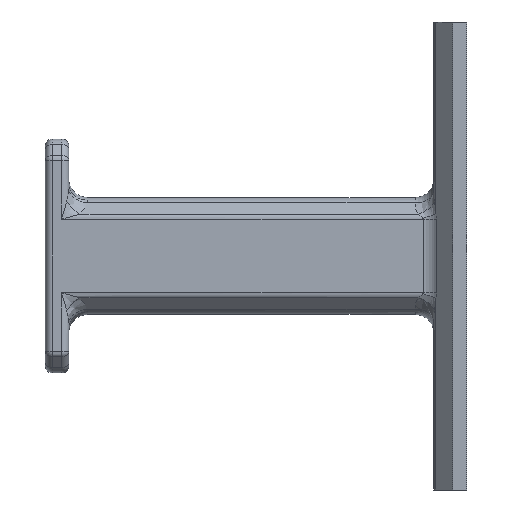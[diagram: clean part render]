
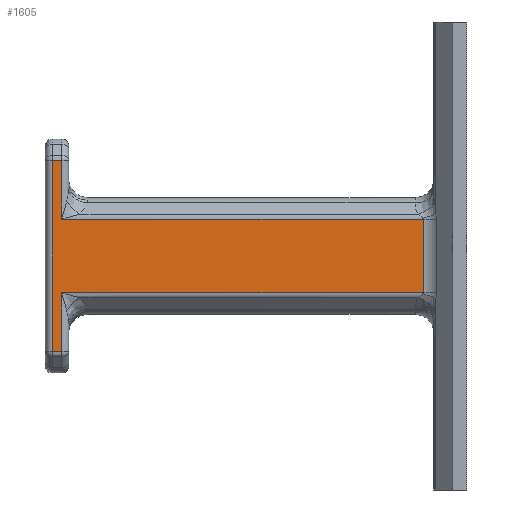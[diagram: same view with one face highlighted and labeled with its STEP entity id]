
A CAD part, front view. The second image highlights one B-rep face of the part: STEP entity #1605.
In plain terms, the highlighted planar face has unit normal (0, -1, 0).
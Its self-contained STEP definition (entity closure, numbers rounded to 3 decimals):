
#110 = ORIENTED_EDGE ( 'NONE', *, *, #4421, .T. ) ;
#212 = FACE_OUTER_BOUND ( 'NONE', #376, .T. ) ;
#313 = VERTEX_POINT ( 'NONE', #1566 ) ;
#345 = CARTESIAN_POINT ( 'NONE',  ( -86.5, 4.621, 83.671 ) ) ;
#376 = EDGE_LOOP ( 'NONE', ( #110, #4764, #4824, #3078, #3610, #1941, #1704, #3396 ) ) ;
#432 = CARTESIAN_POINT ( 'NONE',  ( 29.351, 4.621, 79.05 ) ) ;
#489 = CARTESIAN_POINT ( 'NONE',  ( -86.5, 4.621, 79.05 ) ) ;
#497 = CARTESIAN_POINT ( 'NONE',  ( -88.5, 4.621, 111.929 ) ) ;
#583 = AXIS2_PLACEMENT_3D ( 'NONE', #432, #2978, #3798 ) ;
#593 = VERTEX_POINT ( 'NONE', #5518 ) ;
#601 = DIRECTION ( 'NONE',  ( 0., 0., 1. ) ) ;
#649 = EDGE_CURVE ( 'NONE', #593, #313, #4450, .T. ) ;
#652 = VERTEX_POINT ( 'NONE', #4370 ) ;
#811 = CARTESIAN_POINT ( 'NONE',  ( -88.5, 4.621, 70.55 ) ) ;
#897 = DIRECTION ( 'NONE',  ( 0., 0., 1. ) ) ;
#963 = DIRECTION ( 'NONE',  ( 1., 0., 0. ) ) ;
#1126 = VECTOR ( 'NONE', #963, 1000. ) ;
#1153 = CARTESIAN_POINT ( 'NONE',  ( 29.351, 4.621, 83.671 ) ) ;
#1165 = EDGE_CURVE ( 'NONE', #652, #4173, #5160, .T. ) ;
#1223 = VECTOR ( 'NONE', #601, 1000. ) ;
#1352 = DIRECTION ( 'NONE',  ( 0., 0., 1. ) ) ;
#1535 = PLANE ( 'NONE',  #583 ) ;
#1566 = CARTESIAN_POINT ( 'NONE',  ( -86.5, 4.621, 111.929 ) ) ;
#1605 = ADVANCED_FACE ( 'NONE', ( #212 ), #1535, .T. ) ;
#1704 = ORIENTED_EDGE ( 'NONE', *, *, #1820, .T. ) ;
#1820 = EDGE_CURVE ( 'NONE', #4889, #652, #3108, .T. ) ;
#1921 = DIRECTION ( 'NONE',  ( -1., 0., 0. ) ) ;
#1941 = ORIENTED_EDGE ( 'NONE', *, *, #5379, .T. ) ;
#1945 = CARTESIAN_POINT ( 'NONE',  ( 29.351, 4.621, 99.429 ) ) ;
#2049 = LINE ( 'NONE', #1153, #3149 ) ;
#2174 = CARTESIAN_POINT ( 'NONE',  ( -88.5, 4.621, 71.171 ) ) ;
#2225 = VERTEX_POINT ( 'NONE', #3161 ) ;
#2351 = EDGE_CURVE ( 'NONE', #2225, #3734, #4437, .T. ) ;
#2360 = VECTOR ( 'NONE', #3774, 1000. ) ;
#2475 = DIRECTION ( 'NONE',  ( 1., 0., 0. ) ) ;
#2725 = CARTESIAN_POINT ( 'NONE',  ( 29.351, 4.621, 71.171 ) ) ;
#2978 = DIRECTION ( 'NONE',  ( 0., -1., 0. ) ) ;
#3078 = ORIENTED_EDGE ( 'NONE', *, *, #649, .T. ) ;
#3087 = LINE ( 'NONE', #5547, #3515 ) ;
#3108 = LINE ( 'NONE', #2725, #1126 ) ;
#3149 = VECTOR ( 'NONE', #2475, 1000. ) ;
#3155 = VECTOR ( 'NONE', #1921, 1000. ) ;
#3161 = CARTESIAN_POINT ( 'NONE',  ( -9.278, 4.621, 83.671 ) ) ;
#3186 = VECTOR ( 'NONE', #897, 1000. ) ;
#3396 = ORIENTED_EDGE ( 'NONE', *, *, #1165, .T. ) ;
#3515 = VECTOR ( 'NONE', #4292, 1000. ) ;
#3610 = ORIENTED_EDGE ( 'NONE', *, *, #4879, .T. ) ;
#3725 = CARTESIAN_POINT ( 'NONE',  ( -9.278, 4.621, 99.429 ) ) ;
#3734 = VERTEX_POINT ( 'NONE', #3725 ) ;
#3774 = DIRECTION ( 'NONE',  ( 0., 0., -1. ) ) ;
#3798 = DIRECTION ( 'NONE',  ( 0., 0., -1. ) ) ;
#3808 = LINE ( 'NONE', #811, #2360 ) ;
#4061 = LINE ( 'NONE', #1945, #3155 ) ;
#4173 = VERTEX_POINT ( 'NONE', #345 ) ;
#4292 = DIRECTION ( 'NONE',  ( -1., 0., 0. ) ) ;
#4370 = CARTESIAN_POINT ( 'NONE',  ( -86.5, 4.621, 71.171 ) ) ;
#4421 = EDGE_CURVE ( 'NONE', #4173, #2225, #2049, .T. ) ;
#4437 = LINE ( 'NONE', #5195, #5094 ) ;
#4450 = LINE ( 'NONE', #489, #1223 ) ;
#4705 = VERTEX_POINT ( 'NONE', #497 ) ;
#4749 = CARTESIAN_POINT ( 'NONE',  ( -86.5, 4.621, 79.05 ) ) ;
#4764 = ORIENTED_EDGE ( 'NONE', *, *, #2351, .T. ) ;
#4824 = ORIENTED_EDGE ( 'NONE', *, *, #5506, .T. ) ;
#4879 = EDGE_CURVE ( 'NONE', #313, #4705, #3087, .T. ) ;
#4889 = VERTEX_POINT ( 'NONE', #2174 ) ;
#5094 = VECTOR ( 'NONE', #1352, 1000. ) ;
#5160 = LINE ( 'NONE', #4749, #3186 ) ;
#5195 = CARTESIAN_POINT ( 'NONE',  ( -9.278, 4.621, 79.05 ) ) ;
#5379 = EDGE_CURVE ( 'NONE', #4705, #4889, #3808, .T. ) ;
#5506 = EDGE_CURVE ( 'NONE', #3734, #593, #4061, .T. ) ;
#5518 = CARTESIAN_POINT ( 'NONE',  ( -86.5, 4.621, 99.429 ) ) ;
#5547 = CARTESIAN_POINT ( 'NONE',  ( 29.351, 4.621, 111.929 ) ) ;
